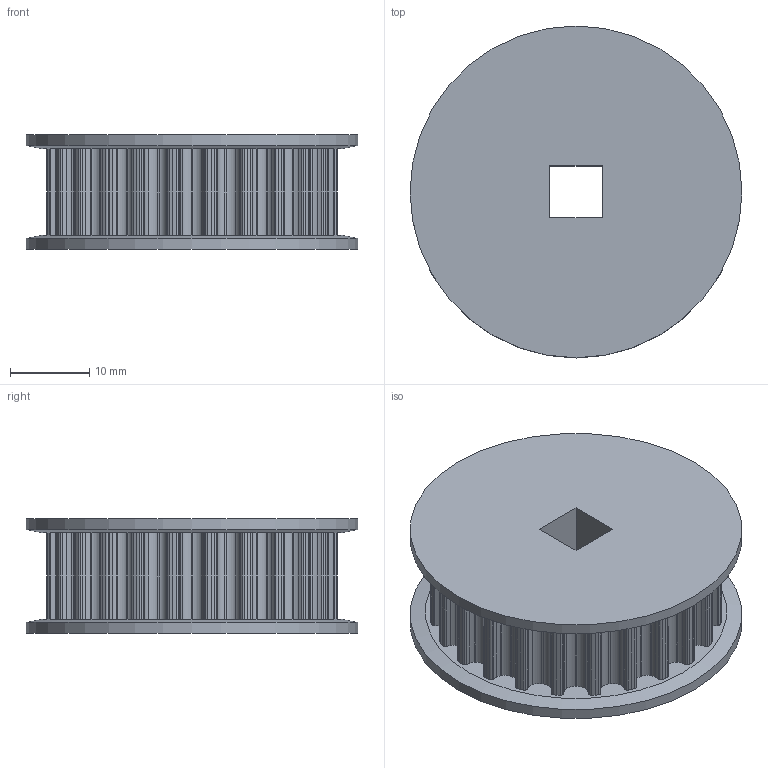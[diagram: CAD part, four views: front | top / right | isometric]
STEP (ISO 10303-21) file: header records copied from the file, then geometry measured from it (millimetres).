
FILE_DESCRIPTION(/* description */ (''),/* implementation_level */ '2;1');
FILE_NAME(/* name */ 'HTD Pulley High Strength (24 teeth-9mm).step',/* time_stamp */ '2024-06-27T21:18:25-05:00',/* author */ (''),/* organization */ (''),/* preprocessor_version */ 'ST-DEVELOPER v20',/* originating_system */ 'Autodesk Translation Framework v13.14.0.145',/* authorisation */ '');
FILE_SCHEMA (('AUTOMOTIVE_DESIGN { 1 0 10303 214 3 1 1 }'));
Length unit declared in the file: metre
Products named in the file (1): 24T_9mm_PLA 5mm HTD Pulley High Strength
Bounding box: 42 x 42 x 14.5 mm (x, y, z)
Volume: 14494.1 mm3; surface area: 6197.8 mm2
Topology: 1 solids, 1 shells, 372 faces, 1103 edges, 735 vertices
Faces by surface type: cylinder 338, plane 32, cone 2
Full cylindrical faces by diameter (mm): 42 x2
Entity records: 12902 total; most frequent: DIRECTION 2528, CARTESIAN_POINT 2211, ORIENTED_EDGE 2206, EDGE_CURVE 1103, AXIS2_PLACEMENT_3D 1052, VERTEX_POINT 735, CIRCLE 679, LINE 424
